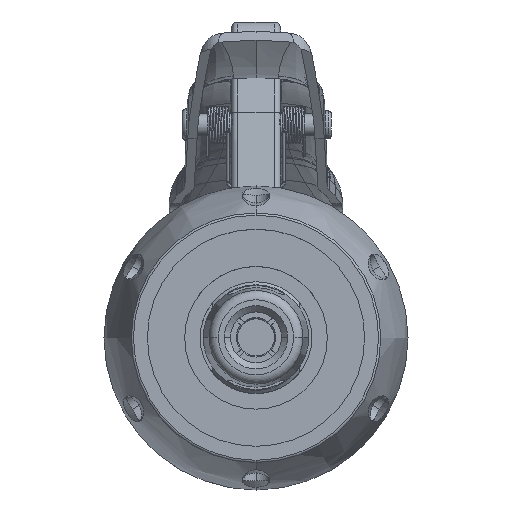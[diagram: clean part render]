
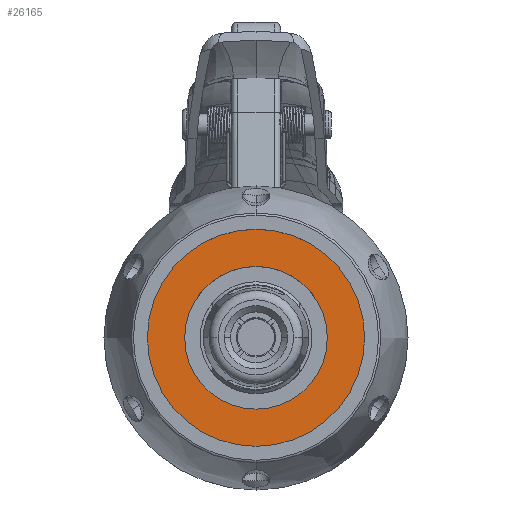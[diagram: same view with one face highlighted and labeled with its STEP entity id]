
A CAD part, top view. The second image highlights one B-rep face of the part: STEP entity #26165.
In plain terms, the highlighted planar face has unit normal (0, 0, 1).
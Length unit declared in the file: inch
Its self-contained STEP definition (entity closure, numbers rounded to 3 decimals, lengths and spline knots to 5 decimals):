
#9268=CARTESIAN_POINT('',(0.,0.,-6.7126));
#9269=DIRECTION('',(0.,0.,1.));
#9270=DIRECTION('',(0.,1.,0.));
#9271=AXIS2_PLACEMENT_3D('',#9268,#9269,#9270);
#9273=CARTESIAN_POINT('',(0.,0.,-6.7126));
#9274=DIRECTION('',(0.,0.,-1.));
#9275=DIRECTION('',(0.,1.,0.));
#9276=AXIS2_PLACEMENT_3D('',#9273,#9274,#9275);
#9278=CARTESIAN_POINT('',(0.,0.,-6.7126));
#9279=DIRECTION('',(0.,0.,-1.));
#9280=DIRECTION('',(0.,1.,0.));
#9281=AXIS2_PLACEMENT_3D('',#9278,#9279,#9280);
#9291=CARTESIAN_POINT('',(0.,0.,-6.7126));
#9292=DIRECTION('',(0.,0.,1.));
#9293=DIRECTION('',(0.,1.,0.));
#9294=AXIS2_PLACEMENT_3D('',#9291,#9292,#9293);
#14098=CARTESIAN_POINT('',(0.,0.68898,-6.7126));
#14100=VERTEX_POINT('',#14098);
#14101=CARTESIAN_POINT('',(0.,0.45276,-6.7126));
#14103=VERTEX_POINT('',#14101);
#14108=CARTESIAN_POINT('',(0.,-0.68898,-6.7126));
#14110=VERTEX_POINT('',#14108);
#14111=CARTESIAN_POINT('',(0.,-0.45276,-6.7126));
#14113=VERTEX_POINT('',#14111);
#26150=CARTESIAN_POINT('',(0.,0.,-6.7126));
#26151=DIRECTION('',(0.,0.,-1.));
#26152=DIRECTION('',(0.,-1.,0.));
#26153=AXIS2_PLACEMENT_3D('',#26150,#26151,#26152);
#26154=PLANE('',#26153);
#26155=ORIENTED_EDGE('',*,*,#26143,.F.);
#26156=ORIENTED_EDGE('',*,*,#26132,.T.);
#26157=EDGE_LOOP('',(#26155,#26156));
#26158=FACE_OUTER_BOUND('',#26157,.F.);
#26160=ORIENTED_EDGE('',*,*,#26159,.F.);
#26162=ORIENTED_EDGE('',*,*,#26161,.T.);
#26163=EDGE_LOOP('',(#26160,#26162));
#26164=FACE_BOUND('',#26163,.F.);
#26165=ADVANCED_FACE('',(#26158,#26164),#26154,.F.);
#9272=CIRCLE('',#9271,0.68898);
#9277=CIRCLE('',#9276,0.68898);
#9282=CIRCLE('',#9281,0.45276);
#9295=CIRCLE('',#9294,0.45276);
#26132=EDGE_CURVE('',#14100,#14110,#9277,.T.);
#26143=EDGE_CURVE('',#14100,#14110,#9272,.T.);
#26159=EDGE_CURVE('',#14103,#14113,#9282,.T.);
#26161=EDGE_CURVE('',#14103,#14113,#9295,.T.);
